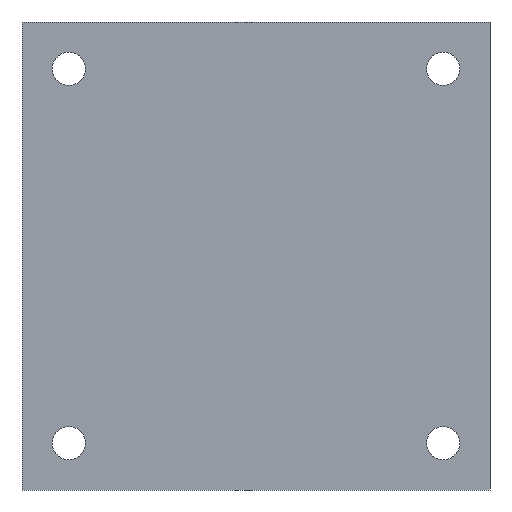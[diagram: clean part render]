
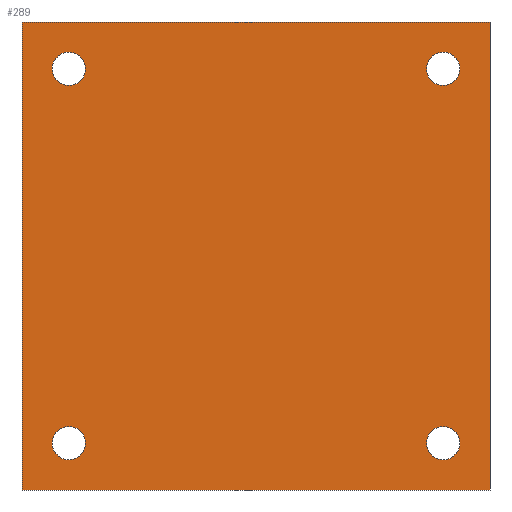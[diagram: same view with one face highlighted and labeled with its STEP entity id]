
A CAD part, front view. The second image highlights one B-rep face of the part: STEP entity #289.
In plain terms, the highlighted planar face has unit normal (0, -1, 0).
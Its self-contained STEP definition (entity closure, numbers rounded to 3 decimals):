
#6 = CARTESIAN_POINT ( 'NONE',  ( 28., 0., 28. ) ) ;
#8 = ORIENTED_EDGE ( 'NONE', *, *, #18, .F. ) ;
#18 = EDGE_CURVE ( 'NONE', #390, #586, #958, .T. ) ;
#21 = DIRECTION ( 'NONE',  ( 0., 0., 1. ) ) ;
#41 = DIRECTION ( 'NONE',  ( 0., 1., 0. ) ) ;
#49 = EDGE_CURVE ( 'NONE', #586, #95, #703, .T. ) ;
#53 = CARTESIAN_POINT ( 'NONE',  ( 35., 0., 35. ) ) ;
#76 = DIRECTION ( 'NONE',  ( 0., 0., 1. ) ) ;
#80 = DIRECTION ( 'NONE',  ( 0., 0., 1. ) ) ;
#83 = EDGE_CURVE ( 'NONE', #1025, #292, #484, .T. ) ;
#95 = VERTEX_POINT ( 'NONE', #595 ) ;
#109 = CARTESIAN_POINT ( 'NONE',  ( -35., 0., 35. ) ) ;
#132 = EDGE_LOOP ( 'NONE', ( #8, #527, #570, #943 ) ) ;
#138 = CIRCLE ( 'NONE', #755, 2.5 ) ;
#162 = DIRECTION ( 'NONE',  ( 0., -1., 0. ) ) ;
#166 = DIRECTION ( 'NONE',  ( 0., 1., 0. ) ) ;
#169 = FACE_BOUND ( 'NONE', #524, .T. ) ;
#180 = DIRECTION ( 'NONE',  ( -1., 0., 0. ) ) ;
#192 = DIRECTION ( 'NONE',  ( 0., 1., 0. ) ) ;
#213 = AXIS2_PLACEMENT_3D ( 'NONE', #1040, #498, #1121 ) ;
#233 = CIRCLE ( 'NONE', #1012, 2.5 ) ;
#254 = EDGE_CURVE ( 'NONE', #292, #1025, #138, .T. ) ;
#257 = DIRECTION ( 'NONE',  ( 1., 0., 0. ) ) ;
#289 = ADVANCED_FACE ( 'NONE', ( #847, #397, #169, #1067, #601 ), #592, .T. ) ;
#292 = VERTEX_POINT ( 'NONE', #415 ) ;
#345 = CARTESIAN_POINT ( 'NONE',  ( -28., 0., -28. ) ) ;
#348 = CARTESIAN_POINT ( 'NONE',  ( -28., 0., 25.5 ) ) ;
#354 = ORIENTED_EDGE ( 'NONE', *, *, #83, .T. ) ;
#369 = ORIENTED_EDGE ( 'NONE', *, *, #485, .T. ) ;
#374 = DIRECTION ( 'NONE',  ( 0., 0., -1. ) ) ;
#377 = CIRCLE ( 'NONE', #526, 2.5 ) ;
#390 = VERTEX_POINT ( 'NONE', #1076 ) ;
#391 = CARTESIAN_POINT ( 'NONE',  ( -28., 0., -25.5 ) ) ;
#397 = FACE_BOUND ( 'NONE', #530, .T. ) ;
#399 = AXIS2_PLACEMENT_3D ( 'NONE', #676, #162, #763 ) ;
#402 = EDGE_CURVE ( 'NONE', #839, #390, #504, .T. ) ;
#411 = CIRCLE ( 'NONE', #708, 2.5 ) ;
#415 = CARTESIAN_POINT ( 'NONE',  ( -28., 0., -30.5 ) ) ;
#422 = CARTESIAN_POINT ( 'NONE',  ( -28., 0., -28. ) ) ;
#426 = DIRECTION ( 'NONE',  ( 0., 0., 1. ) ) ;
#429 = LINE ( 'NONE', #109, #642 ) ;
#433 = VERTEX_POINT ( 'NONE', #348 ) ;
#439 = AXIS2_PLACEMENT_3D ( 'NONE', #6, #540, #712 ) ;
#455 = CIRCLE ( 'NONE', #1057, 2.5 ) ;
#468 = CARTESIAN_POINT ( 'NONE',  ( -35., 0., -35. ) ) ;
#482 = CIRCLE ( 'NONE', #439, 2.5 ) ;
#484 = CIRCLE ( 'NONE', #811, 2.5 ) ;
#485 = EDGE_CURVE ( 'NONE', #647, #565, #482, .T. ) ;
#498 = DIRECTION ( 'NONE',  ( 0., 1., 0. ) ) ;
#504 = LINE ( 'NONE', #610, #952 ) ;
#524 = EDGE_LOOP ( 'NONE', ( #883, #797 ) ) ;
#526 = AXIS2_PLACEMENT_3D ( 'NONE', #563, #41, #657 ) ;
#527 = ORIENTED_EDGE ( 'NONE', *, *, #402, .F. ) ;
#530 = EDGE_LOOP ( 'NONE', ( #1102, #369 ) ) ;
#540 = DIRECTION ( 'NONE',  ( 0., 1., 0. ) ) ;
#556 = ORIENTED_EDGE ( 'NONE', *, *, #254, .T. ) ;
#563 = CARTESIAN_POINT ( 'NONE',  ( 28., 0., 28. ) ) ;
#565 = VERTEX_POINT ( 'NONE', #627 ) ;
#570 = ORIENTED_EDGE ( 'NONE', *, *, #631, .F. ) ;
#582 = EDGE_CURVE ( 'NONE', #433, #621, #233, .T. ) ;
#586 = VERTEX_POINT ( 'NONE', #890 ) ;
#592 = PLANE ( 'NONE',  #399 ) ;
#595 = CARTESIAN_POINT ( 'NONE',  ( -35., 0., -35. ) ) ;
#601 = FACE_OUTER_BOUND ( 'NONE', #132, .T. ) ;
#605 = DIRECTION ( 'NONE',  ( 0., 1., 0. ) ) ;
#610 = CARTESIAN_POINT ( 'NONE',  ( -35., 0., 35. ) ) ;
#621 = VERTEX_POINT ( 'NONE', #1077 ) ;
#627 = CARTESIAN_POINT ( 'NONE',  ( 28., 0., 30.5 ) ) ;
#631 = EDGE_CURVE ( 'NONE', #95, #839, #429, .T. ) ;
#642 = VECTOR ( 'NONE', #21, 1000. ) ;
#647 = VERTEX_POINT ( 'NONE', #723 ) ;
#657 = DIRECTION ( 'NONE',  ( 0., 0., 1. ) ) ;
#676 = CARTESIAN_POINT ( 'NONE',  ( 0., 0., 0. ) ) ;
#678 = CARTESIAN_POINT ( 'NONE',  ( 28., 0., -28. ) ) ;
#692 = EDGE_CURVE ( 'NONE', #565, #647, #377, .T. ) ;
#703 = LINE ( 'NONE', #468, #934 ) ;
#708 = AXIS2_PLACEMENT_3D ( 'NONE', #1125, #605, #80 ) ;
#712 = DIRECTION ( 'NONE',  ( 0., 0., 1. ) ) ;
#718 = CARTESIAN_POINT ( 'NONE',  ( -28., 0., 28. ) ) ;
#723 = CARTESIAN_POINT ( 'NONE',  ( 28., 0., 25.5 ) ) ;
#726 = VECTOR ( 'NONE', #374, 1000. ) ;
#755 = AXIS2_PLACEMENT_3D ( 'NONE', #422, #1044, #76 ) ;
#763 = DIRECTION ( 'NONE',  ( 0., 0., -1. ) ) ;
#769 = DIRECTION ( 'NONE',  ( 0., 0., 1. ) ) ;
#771 = ORIENTED_EDGE ( 'NONE', *, *, #1049, .T. ) ;
#797 = ORIENTED_EDGE ( 'NONE', *, *, #1107, .T. ) ;
#809 = DIRECTION ( 'NONE',  ( 0., 0., 1. ) ) ;
#811 = AXIS2_PLACEMENT_3D ( 'NONE', #345, #957, #426 ) ;
#836 = VERTEX_POINT ( 'NONE', #866 ) ;
#839 = VERTEX_POINT ( 'NONE', #869 ) ;
#847 = FACE_BOUND ( 'NONE', #1016, .T. ) ;
#858 = CIRCLE ( 'NONE', #213, 2.5 ) ;
#866 = CARTESIAN_POINT ( 'NONE',  ( 28., 0., -25.5 ) ) ;
#869 = CARTESIAN_POINT ( 'NONE',  ( -35., 0., 35. ) ) ;
#872 = EDGE_CURVE ( 'NONE', #836, #1008, #455, .T. ) ;
#881 = EDGE_LOOP ( 'NONE', ( #354, #556 ) ) ;
#883 = ORIENTED_EDGE ( 'NONE', *, *, #872, .T. ) ;
#890 = CARTESIAN_POINT ( 'NONE',  ( 35., 0., -35. ) ) ;
#934 = VECTOR ( 'NONE', #180, 1000. ) ;
#943 = ORIENTED_EDGE ( 'NONE', *, *, #49, .F. ) ;
#952 = VECTOR ( 'NONE', #257, 1000. ) ;
#957 = DIRECTION ( 'NONE',  ( 0., 1., 0. ) ) ;
#958 = LINE ( 'NONE', #53, #726 ) ;
#1000 = CARTESIAN_POINT ( 'NONE',  ( 28., 0., -30.5 ) ) ;
#1008 = VERTEX_POINT ( 'NONE', #1000 ) ;
#1012 = AXIS2_PLACEMENT_3D ( 'NONE', #718, #192, #809 ) ;
#1016 = EDGE_LOOP ( 'NONE', ( #771, #1030 ) ) ;
#1025 = VERTEX_POINT ( 'NONE', #391 ) ;
#1030 = ORIENTED_EDGE ( 'NONE', *, *, #582, .T. ) ;
#1040 = CARTESIAN_POINT ( 'NONE',  ( -28., 0., 28. ) ) ;
#1044 = DIRECTION ( 'NONE',  ( 0., 1., 0. ) ) ;
#1049 = EDGE_CURVE ( 'NONE', #621, #433, #858, .T. ) ;
#1057 = AXIS2_PLACEMENT_3D ( 'NONE', #678, #166, #769 ) ;
#1067 = FACE_BOUND ( 'NONE', #881, .T. ) ;
#1076 = CARTESIAN_POINT ( 'NONE',  ( 35., 0., 35. ) ) ;
#1077 = CARTESIAN_POINT ( 'NONE',  ( -28., 0., 30.5 ) ) ;
#1102 = ORIENTED_EDGE ( 'NONE', *, *, #692, .T. ) ;
#1107 = EDGE_CURVE ( 'NONE', #1008, #836, #411, .T. ) ;
#1121 = DIRECTION ( 'NONE',  ( 0., 0., 1. ) ) ;
#1125 = CARTESIAN_POINT ( 'NONE',  ( 28., 0., -28. ) ) ;
